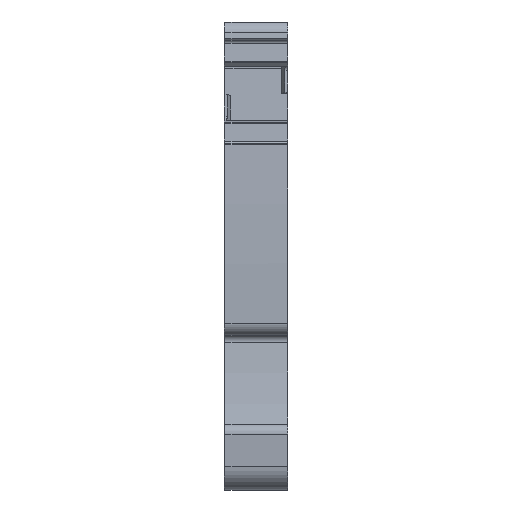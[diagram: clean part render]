
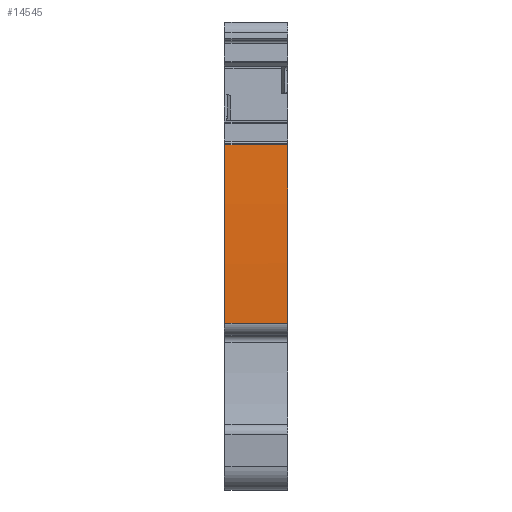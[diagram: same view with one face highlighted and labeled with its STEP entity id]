
A CAD part, front view. The second image highlights one B-rep face of the part: STEP entity #14545.
In plain terms, the highlighted cylindrical face has radius 154.9 mm (diameter 309.8 mm), a partial arc.
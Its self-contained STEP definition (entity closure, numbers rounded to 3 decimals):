
#14510=AXIS2_PLACEMENT_3D('Cylinder Axis2P3D',#14507,#14508,#14509) ;
#14514=AXIS2_PLACEMENT_3D('Circle Axis2P3D',#14512,#14513,$) ;
#14521=AXIS2_PLACEMENT_3D('Circle Axis2P3D',#14519,#14520,$) ;
#14535=AXIS2_PLACEMENT_3D('Circle Axis2P3D',#14533,#14534,$) ;
#14485=CARTESIAN_POINT('Vertex',(5.1,1.529,13.427)) ;
#14488=CARTESIAN_POINT('Line Origine',(2.55,1.529,13.427)) ;
#14492=CARTESIAN_POINT('Vertex',(0.05,1.529,13.427)) ;
#14507=CARTESIAN_POINT('Axis2P3D Location',(2.55,156.387,17.05)) ;
#14512=CARTESIAN_POINT('Axis2P3D Location',(5.1,156.387,17.05)) ;
#14516=CARTESIAN_POINT('Vertex',(5.1,1.528,13.45)) ;
#14519=CARTESIAN_POINT('Axis2P3D Location',(5.1,156.387,17.05)) ;
#14523=CARTESIAN_POINT('Vertex',(5.1,1.858,27.772)) ;
#14526=CARTESIAN_POINT('Line Origine',(2.55,1.858,27.772)) ;
#14530=CARTESIAN_POINT('Vertex',(0.05,1.858,27.772)) ;
#14533=CARTESIAN_POINT('Axis2P3D Location',(0.05,156.387,17.05)) ;
#14489=DIRECTION('Vector Direction',(1.,0.,0.)) ;
#14508=DIRECTION('Axis2P3D Direction',(1.,0.,0.)) ;
#14509=DIRECTION('Axis2P3D XDirection',(0.,-0.992,0.127)) ;
#14513=DIRECTION('Axis2P3D Direction',(1.,0.,0.)) ;
#14520=DIRECTION('Axis2P3D Direction',(1.,0.,0.)) ;
#14527=DIRECTION('Vector Direction',(1.,0.,0.)) ;
#14534=DIRECTION('Axis2P3D Direction',(1.,0.,0.)) ;
#14490=VECTOR('Line Direction',#14489,1.) ;
#14528=VECTOR('Line Direction',#14527,1.) ;
#14539=ORIENTED_EDGE('',*,*,#14494,.T.) ;
#14540=ORIENTED_EDGE('',*,*,#14518,.F.) ;
#14541=ORIENTED_EDGE('',*,*,#14525,.F.) ;
#14542=ORIENTED_EDGE('',*,*,#14532,.F.) ;
#14543=ORIENTED_EDGE('',*,*,#14537,.F.) ;
#14545=ADVANCED_FACE('72323_MLD_AS4C_2-5.1\\72323_MLD_AS4C_2-5',(#14544),#14511,.T.) ;
#14515=CIRCLE('generated circle',#14514,154.9) ;
#14522=CIRCLE('generated circle',#14521,154.9) ;
#14536=CIRCLE('generated circle',#14535,154.9) ;
#14511=CYLINDRICAL_SURFACE('generated cylinder',#14510,154.9) ;
#14494=EDGE_CURVE('',#14493,#14486,#14491,.T.) ;
#14518=EDGE_CURVE('',#14517,#14486,#14515,.T.) ;
#14525=EDGE_CURVE('',#14524,#14517,#14522,.T.) ;
#14532=EDGE_CURVE('',#14531,#14524,#14529,.T.) ;
#14537=EDGE_CURVE('',#14493,#14531,#14536,.F.) ;
#14538=EDGE_LOOP('',(#14539,#14540,#14541,#14542,#14543)) ;
#14544=FACE_OUTER_BOUND('',#14538,.T.) ;
#14491=LINE('Line',#14488,#14490) ;
#14529=LINE('Line',#14526,#14528) ;
#14486=VERTEX_POINT('',#14485) ;
#14493=VERTEX_POINT('',#14492) ;
#14517=VERTEX_POINT('',#14516) ;
#14524=VERTEX_POINT('',#14523) ;
#14531=VERTEX_POINT('',#14530) ;
